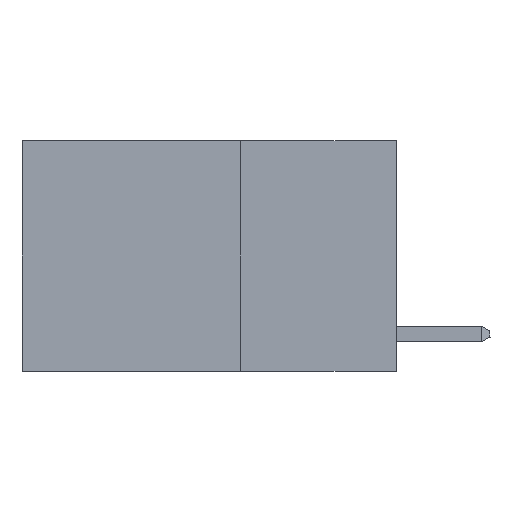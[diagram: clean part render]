
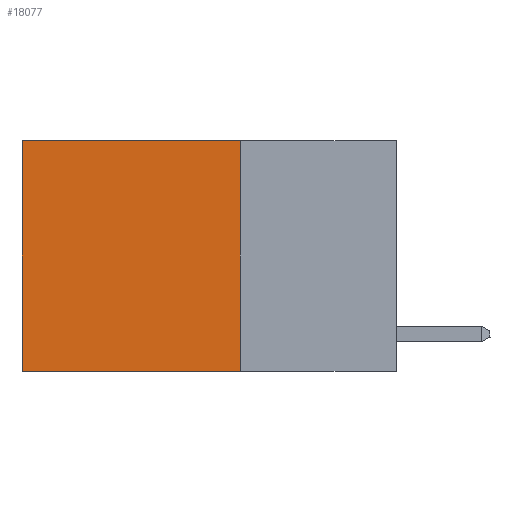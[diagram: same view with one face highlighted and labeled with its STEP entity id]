
A CAD part, left-side view. The second image highlights one B-rep face of the part: STEP entity #18077.
In plain terms, the highlighted planar face has unit normal (-1, 0, 0).
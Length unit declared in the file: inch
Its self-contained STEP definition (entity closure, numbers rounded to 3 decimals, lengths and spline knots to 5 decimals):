
#341 = LINE ( 'NONE', #14902, #23156 ) ;
#653 = PLANE ( 'NONE',  #17791 ) ;
#697 = CARTESIAN_POINT ( 'NONE',  ( 0.2625, 0.6, 0. ) ) ;
#2117 = VERTEX_POINT ( 'NONE', #10640 ) ;
#2704 = DIRECTION ( 'NONE',  ( 0., 0., -1. ) ) ;
#3016 = CARTESIAN_POINT ( 'NONE',  ( 0.2625, 0.25, 0. ) ) ;
#3179 = CARTESIAN_POINT ( 'NONE',  ( 0.2625, 0.6, -0.37 ) ) ;
#3414 = ORIENTED_EDGE ( 'NONE', *, *, #13990, .T. ) ;
#4212 = LINE ( 'NONE', #22252, #13269 ) ;
#5843 = DIRECTION ( 'NONE',  ( 0., 0., -1. ) ) ;
#5850 = LINE ( 'NONE', #697, #19460 ) ;
#6090 = DIRECTION ( 'NONE',  ( 0., 0., -1. ) ) ;
#7561 = VERTEX_POINT ( 'NONE', #3179 ) ;
#7939 = CARTESIAN_POINT ( 'NONE',  ( 0.2625, 0.25, 0. ) ) ;
#8330 = VECTOR ( 'NONE', #19018, 39.37008 ) ;
#8814 = EDGE_LOOP ( 'NONE', ( #13692, #19348, #17529, #3414 ) ) ;
#9337 = DIRECTION ( 'NONE',  ( 0., 1., 0. ) ) ;
#10640 = CARTESIAN_POINT ( 'NONE',  ( 0.2625, 0.6, 0. ) ) ;
#11711 = EDGE_CURVE ( 'NONE', #22255, #19748, #341, .T. ) ;
#11878 = CARTESIAN_POINT ( 'NONE',  ( 0.2625, 0.25, -0.37 ) ) ;
#12283 = EDGE_CURVE ( 'NONE', #19748, #7561, #4212, .T. ) ;
#13269 = VECTOR ( 'NONE', #9337, 39.37008 ) ;
#13692 = ORIENTED_EDGE ( 'NONE', *, *, #23006, .T. ) ;
#13990 = EDGE_CURVE ( 'NONE', #22255, #2117, #22802, .T. ) ;
#14902 = CARTESIAN_POINT ( 'NONE',  ( 0.2625, 0.25, 0. ) ) ;
#15497 = CARTESIAN_POINT ( 'NONE',  ( 0.2625, 0.25, 0. ) ) ;
#17015 = FACE_OUTER_BOUND ( 'NONE', #8814, .T. ) ;
#17529 = ORIENTED_EDGE ( 'NONE', *, *, #11711, .F. ) ;
#17791 = AXIS2_PLACEMENT_3D ( 'NONE', #7939, #22518, #2704 ) ;
#18077 = ADVANCED_FACE ( 'NONE', ( #17015 ), #653, .F. ) ;
#19018 = DIRECTION ( 'NONE',  ( 0., 1., 0. ) ) ;
#19348 = ORIENTED_EDGE ( 'NONE', *, *, #12283, .F. ) ;
#19460 = VECTOR ( 'NONE', #6090, 39.37008 ) ;
#19748 = VERTEX_POINT ( 'NONE', #11878 ) ;
#22252 = CARTESIAN_POINT ( 'NONE',  ( 0.2625, 0.25, -0.37 ) ) ;
#22255 = VERTEX_POINT ( 'NONE', #3016 ) ;
#22518 = DIRECTION ( 'NONE',  ( 1., 0., 0. ) ) ;
#22802 = LINE ( 'NONE', #15497, #8330 ) ;
#23006 = EDGE_CURVE ( 'NONE', #2117, #7561, #5850, .T. ) ;
#23156 = VECTOR ( 'NONE', #5843, 39.37008 ) ;
